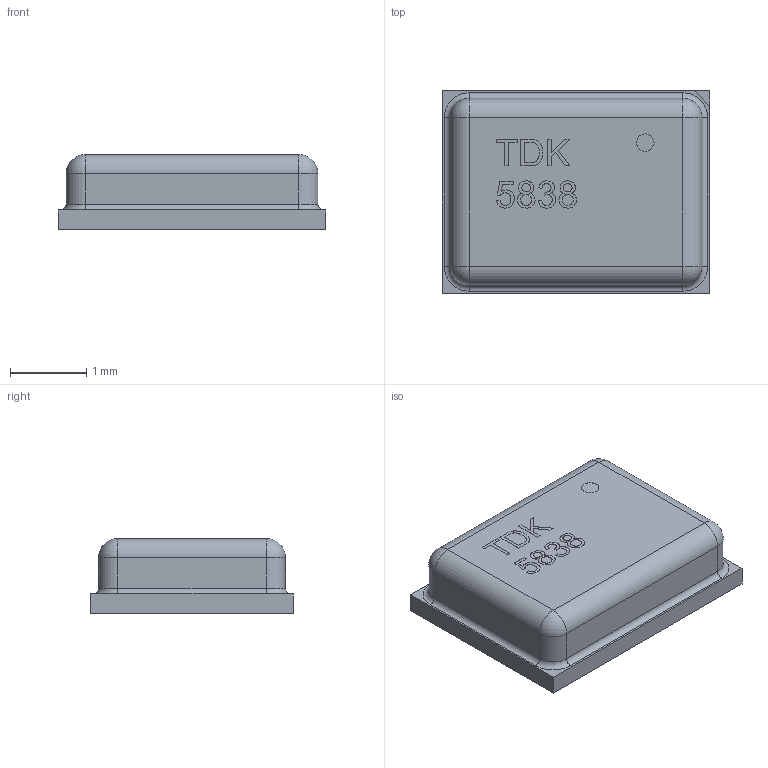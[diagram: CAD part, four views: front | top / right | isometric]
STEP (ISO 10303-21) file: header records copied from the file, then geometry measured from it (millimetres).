
FILE_DESCRIPTION(/* description */ ('','CAx-IF Rec.Pracs.---Representation and Presentation of Product Manufacturing Information (PMI)---4.0---2014-10-13'),/* implementation_level */ '2;1');
FILE_NAME(/* name */ 'TDK T5838 LGA_CAV.step',/* time_stamp */ '2025-02-12T05:23:52Z',/* author */ (''),/* organization */ (''),/* preprocessor_version */ 'ST-DEVELOPER v20',/* originating_system */ 'Autodesk Translation Framework v13.20.0.188',/* authorisation */ '');
FILE_SCHEMA (('AP242_MANAGED_MODEL_BASED_3D_ENGINEERING_MIM_LF { 1 0 10303 442 1 1 4 }'));
Length unit declared in the file: millimetre
Products named in the file (1): TDK T5838 LGA_CAV
Bounding box: 3.5 x 2.65 x 0.98 mm (x, y, z)
Volume: 8 mm3; surface area: 28.5 mm2
Topology: 1 solids, 1 shells, 243 faces, 634 edges, 416 vertices
Faces by surface type: bspline 124, plane 95, cylinder 16, torus 4, sphere 4
Full cylindrical faces by diameter (mm): 0.228 x1, 0.375 x1, 1.025 x1, 1.625 x1
Entity records: 8644 total; most frequent: CARTESIAN_POINT 3402, ORIENTED_EDGE 1268, DIRECTION 662, EDGE_CURVE 634, VERTEX_POINT 416, LINE 350, VECTOR 350, EDGE_LOOP 266
